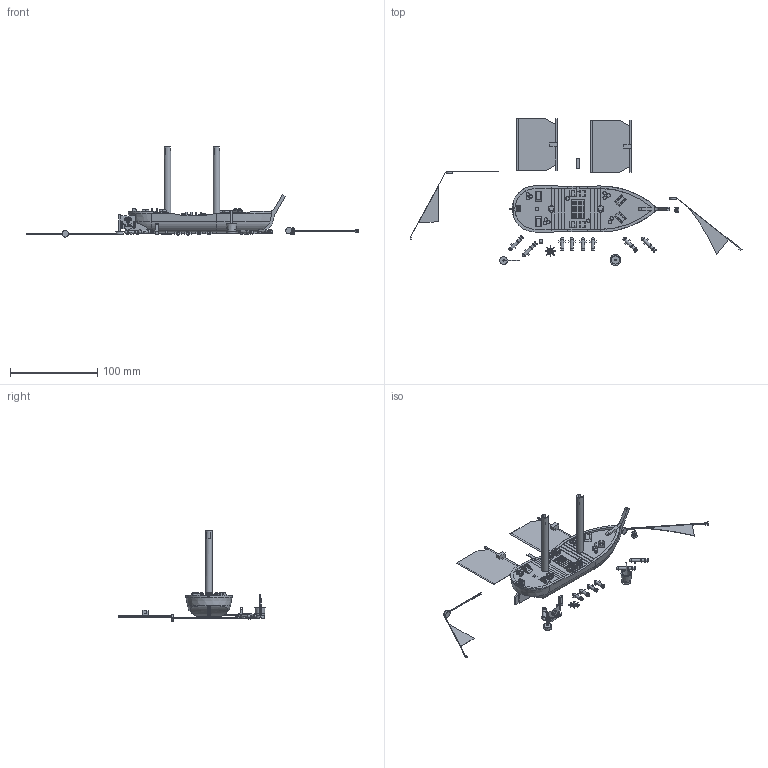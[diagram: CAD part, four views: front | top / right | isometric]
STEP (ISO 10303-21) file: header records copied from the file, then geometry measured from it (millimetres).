
FILE_DESCRIPTION(/* description */ ('STEP AP242 Edition 2','CAx-IF Rec.Pracs.---Representation and Presentation of Product Manufacturing Information (PMI)---4.0---2014-10-13','CAx-IF Rec.Pracs.---3D Tessellated Geometry---0.4---2014-09-14','2;1','CAx-IF Rec.Pracs.---User Defined Attributes---1.5---2016-08-15'),/* implementation_level */ '2;1');
FILE_NAME(/* name */ '695577c58a3ce3afa41caaab',/* time_stamp */ '2025-12-31T19:21:41Z',/* author */ (''),/* organization */ (''),/* preprocessor_version */ 'ST-DEVELOPER v20',/* originating_system */ 'ONSHAPE BY PTC INC, 1.208',/* authorisation */ ' ');
FILE_SCHEMA (('AP242_MANAGED_MODEL_BASED_3D_ENGINEERING_MIM_LF { 1 0 10303 442 3 1 4 }'));
Length unit declared in the file: metre
Products named in the file (14): All Parts; Mastflag; Sail; Bowsprit; Backstay; Figurehead; Mini_Cannon; Cannon 2; Cannon; Wheel; Crowsnest; Ship; Wheel_Stand; Plank
Assembly tree (19 placements, depth 2):
  All Parts
    Mastflag
    Sail  x2
    Bowsprit
    Backstay
    Figurehead
    Mini_Cannon  x4
    Cannon 2  x2
    Cannon  x2
    Wheel
    Crowsnest
    Ship
    Wheel_Stand
    Plank
Bounding box: 380.6 x 168.19 x 103.3 mm (x, y, z)
Volume: 144295.3 mm3; surface area: 48590.6 mm2
Topology: 19 solids, 19 shells, 1228 faces, 3043 edges, 1980 vertices
Faces by surface type: plane 843, cylinder 269, torus 74, cone 30, sphere 9, bspline 3
Full cylindrical faces by diameter (mm): 0.562 x16, 0.75 x8, 1.5 x1, 1.825 x1, 2.025 x1, 2.812 x4, 3.562 x8, 3.75 x16, 4.5 x16, 6.75 x1, 7.5 x2, 9 x1, 9.471 x1
Entity records: 31934 total; most frequent: CARTESIAN_POINT 5957, DIRECTION 5227, ORIENTED_EDGE 5050, EDGE_CURVE 2525, LINE 1913, VECTOR 1913, VERTEX_POINT 1723, AXIS2_PLACEMENT_3D 1657
